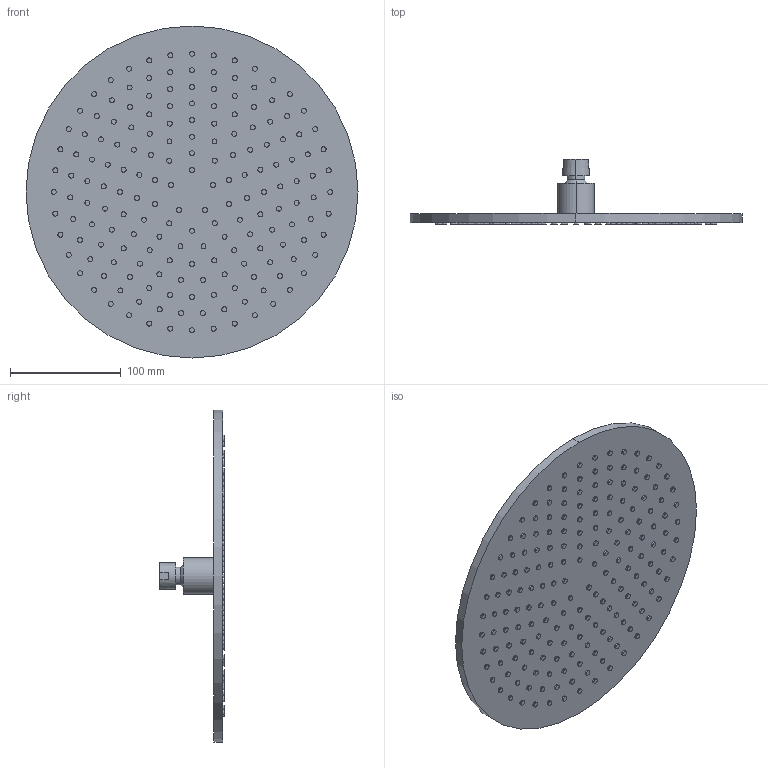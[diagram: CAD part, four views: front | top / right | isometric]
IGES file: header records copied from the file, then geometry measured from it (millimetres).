
Start section: START RECORD GO HERE.
Global section: file name: PX300-SS216330.igs; native system: DASSAULT SYSTEMES CATIA Version 5-6 Release 2013 - www.3ds.com; preprocessor: V5-6R2013_5.23.3.0.09-04-2013.20.00; author: adrianoz; organization: HUBER; date: 20201013.101310; units: millimetre
Bounding box: 300 x 58.5 x 300 mm (x, y, z)
Volume: 598951.5 mm3; surface area: 158630.2 mm2
Topology: 2 solids, 2 shells, 569 faces, 1140 edges, 760 vertices
Faces by surface type: revolution 376, plane 193
